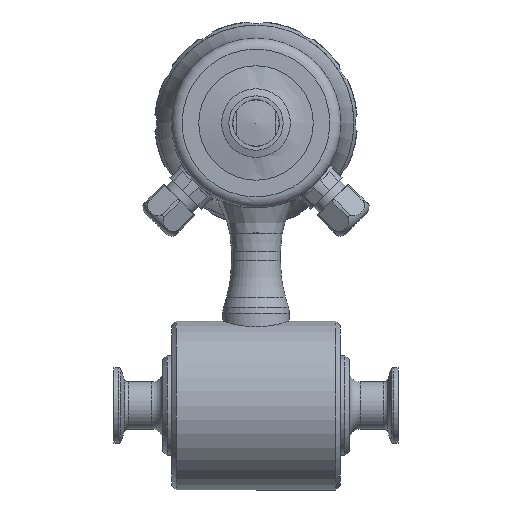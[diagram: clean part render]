
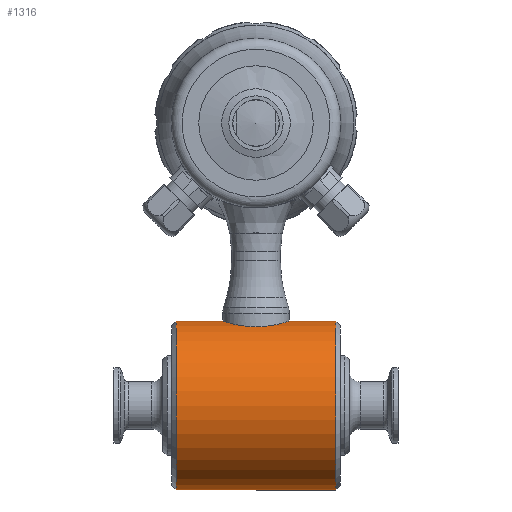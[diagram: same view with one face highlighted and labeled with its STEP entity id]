
A CAD part, left-side view. The second image highlights one B-rep face of the part: STEP entity #1316.
In plain terms, the highlighted cylindrical face has radius 38.05 mm (diameter 76.1 mm), a full revolution.
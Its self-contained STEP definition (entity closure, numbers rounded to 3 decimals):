
#1316 = ADVANCED_FACE( 'NONE', ( #2852, #2853, #2854, #2855 ), #2856, .T. );
#2852 = FACE_BOUND( '', #5152, .T. );
#2853 = FACE_BOUND( '', #5153, .T. );
#2854 = FACE_OUTER_BOUND( '', #5154, .T. );
#2855 = FACE_OUTER_BOUND( '', #5155, .T. );
#2856 = CYLINDRICAL_SURFACE( '', #5156, 38.05 );
#5152 = EDGE_LOOP( '', ( #9352, #9353, #9354, #9355, #9356, #9357 ) );
#5153 = EDGE_LOOP( '', ( #9358, #9359 ) );
#5154 = EDGE_LOOP( '', ( #9360 ) );
#5155 = EDGE_LOOP( '', ( #9361 ) );
#5156 = AXIS2_PLACEMENT_3D( '', #9362, #9363, #9364 );
#9352 = ORIENTED_EDGE( '', *, *, #11419, .F. );
#9353 = ORIENTED_EDGE( '', *, *, #11357, .F. );
#9354 = ORIENTED_EDGE( '', *, *, #12050, .F. );
#9355 = ORIENTED_EDGE( '', *, *, #11544, .F. );
#9356 = ORIENTED_EDGE( '', *, *, #11083, .F. );
#9357 = ORIENTED_EDGE( '', *, *, #12049, .F. );
#9358 = ORIENTED_EDGE( '', *, *, #12092, .F. );
#9359 = ORIENTED_EDGE( '', *, *, #12093, .T. );
#9360 = ORIENTED_EDGE( '', *, *, #11609, .T. );
#9361 = ORIENTED_EDGE( '', *, *, #10702, .T. );
#9362 = CARTESIAN_POINT( '', ( 0., 36., 0. ) );
#9363 = DIRECTION( '', ( 0., 1., 0. ) );
#9364 = DIRECTION( '', ( 1., 0., 0. ) );
#10702 = EDGE_CURVE( 'NONE', #12608, #12608, #12609, .T. );
#11083 = EDGE_CURVE( '', #13259, #13261, #13262, .T. );
#11357 = EDGE_CURVE( '', #13696, #13698, #13699, .T. );
#11419 = EDGE_CURVE( '', #13698, #13794, #13795, .F. );
#11544 = EDGE_CURVE( '', #13261, #13980, #13981, .F. );
#11609 = EDGE_CURVE( 'NONE', #14068, #14068, #14069, .T. );
#12049 = EDGE_CURVE( '', #13794, #13259, #14657, .T. );
#12050 = EDGE_CURVE( '', #13980, #13696, #14658, .T. );
#12092 = EDGE_CURVE( '', #14706, #14707, #14708, .F. );
#12093 = EDGE_CURVE( '', #14706, #14707, #14709, .T. );
#12608 = VERTEX_POINT( '', #16257 );
#12609 = CIRCLE( '', #16258, 38.05 );
#13259 = VERTEX_POINT( '', #17621 );
#13261 = VERTEX_POINT( '', #17626 );
#13262 = LINE( '', #17627, #17628 );
#13696 = VERTEX_POINT( '', #18657 );
#13698 = VERTEX_POINT( '', #18664 );
#13699 = LINE( '', #18665, #18666 );
#13794 = VERTEX_POINT( '', #18906 );
#13795 = LINE( '', #18907, #18908 );
#13980 = VERTEX_POINT( '', #19444 );
#13981 = LINE( '', #19445, #19446 );
#14068 = VERTEX_POINT( '', #19633 );
#14069 = CIRCLE( '', #19634, 38.05 );
#14657 = B_SPLINE_CURVE_WITH_KNOTS( '', 3, ( #21057, #21058, #21059, #21060, #21061, #21062, #21063, #21064, #21065, #21066, #21067, #21068, #21069, #21070 ), .UNSPECIFIED., .F., .F., ( 4, 2, 2, 2, 2, 2, 4 ), ( 0.042, 0.044, 0.046, 0.047, 0.049, 0.05, 0.053 ), .UNSPECIFIED. );
#14658 = B_SPLINE_CURVE_WITH_KNOTS( '', 3, ( #21071, #21072, #21073, #21074, #21075, #21076, #21077, #21078, #21079, #21080, #21081, #21082, #21083, #21084, #21085, #21086 ), .UNSPECIFIED., .F., .F., ( 4, 2, 2, 2, 2, 2, 2, 4 ), ( 0.089, 0.09, 0.092, 0.093, 0.095, 0.098, 0.099, 0.101 ), .UNSPECIFIED. );
#14706 = VERTEX_POINT( '', #21287 );
#14707 = VERTEX_POINT( '', #21288 );
#14708 = B_SPLINE_CURVE_WITH_KNOTS( '', 3, ( #21289, #21290, #21291, #21292, #21293, #21294, #21295, #21296, #21297, #21298, #21299, #21300, #21301, #21302, #21303, #21304 ), .UNSPECIFIED., .F., .F., ( 4, 3, 3, 3, 3, 4 ), ( 0., 0., 0., 0., 0., 0. ), .UNSPECIFIED. );
#14709 = B_SPLINE_CURVE_WITH_KNOTS( '', 3, ( #21305, #21306, #21307, #21308 ), .UNSPECIFIED., .F., .F., ( 4, 4 ), ( 0.375, 0.48 ), .UNSPECIFIED. );
#16257 = CARTESIAN_POINT( '', ( -38.05, -36., 0. ) );
#16258 = AXIS2_PLACEMENT_3D( '', #22047, #22048, #22049 );
#17621 = CARTESIAN_POINT( '', ( -5.696, 13.876, 37.621 ) );
#17626 = CARTESIAN_POINT( '', ( -5.696, 7.603, 37.621 ) );
#17627 = CARTESIAN_POINT( '', ( -5.696, 0.036, 37.621 ) );
#17628 = VECTOR( '', #22442, 1000. );
#18657 = CARTESIAN_POINT( '', ( 5.696, -13.876, 37.621 ) );
#18664 = CARTESIAN_POINT( '', ( 5.696, 7.603, 37.621 ) );
#18665 = CARTESIAN_POINT( '', ( 5.696, -15., 37.621 ) );
#18666 = VECTOR( '', #22794, 1000. );
#18906 = CARTESIAN_POINT( '', ( 5.696, 13.876, 37.621 ) );
#18907 = CARTESIAN_POINT( '', ( 5.696, 0.036, 37.621 ) );
#18908 = VECTOR( '', #22882, 1000. );
#19444 = CARTESIAN_POINT( '', ( -5.696, -13.876, 37.621 ) );
#19445 = CARTESIAN_POINT( '', ( -5.696, -15., 37.621 ) );
#19446 = VECTOR( '', #22979, 1000. );
#19633 = CARTESIAN_POINT( '', ( 38.05, 36., 0. ) );
#19634 = AXIS2_PLACEMENT_3D( '', #23031, #23032, #23033 );
#21057 = CARTESIAN_POINT( '', ( 5.696, 13.876, 37.621 ) );
#21058 = CARTESIAN_POINT( '', ( 4.806, 14.242, 37.756 ) );
#21059 = CARTESIAN_POINT( '', ( 3.88, 14.523, 37.864 ) );
#21060 = CARTESIAN_POINT( '', ( 2.434, 14.809, 37.975 ) );
#21061 = CARTESIAN_POINT( '', ( 1.947, 14.881, 38.003 ) );
#21062 = CARTESIAN_POINT( '', ( 0.976, 14.976, 38.041 ) );
#21063 = CARTESIAN_POINT( '', ( 0.49, 15., 38.05 ) );
#21064 = CARTESIAN_POINT( '', ( -0.482, 15., 38.05 ) );
#21065 = CARTESIAN_POINT( '', ( -0.969, 14.977, 38.041 ) );
#21066 = CARTESIAN_POINT( '', ( -1.944, 14.882, 38.003 ) );
#21067 = CARTESIAN_POINT( '', ( -2.434, 14.809, 37.975 ) );
#21068 = CARTESIAN_POINT( '', ( -3.873, 14.524, 37.865 ) );
#21069 = CARTESIAN_POINT( '', ( -4.8, 14.244, 37.757 ) );
#21070 = CARTESIAN_POINT( '', ( -5.696, 13.876, 37.621 ) );
#21071 = CARTESIAN_POINT( '', ( -5.696, -13.876, 37.621 ) );
#21072 = CARTESIAN_POINT( '', ( -5.246, -14.061, 37.689 ) );
#21073 = CARTESIAN_POINT( '', ( -4.786, -14.224, 37.751 ) );
#21074 = CARTESIAN_POINT( '', ( -3.858, -14.503, 37.857 ) );
#21075 = CARTESIAN_POINT( '', ( -3.388, -14.62, 37.902 ) );
#21076 = CARTESIAN_POINT( '', ( -2.437, -14.809, 37.975 ) );
#21077 = CARTESIAN_POINT( '', ( -1.956, -14.88, 38.003 ) );
#21078 = CARTESIAN_POINT( '', ( -0.981, -14.976, 38.04 ) );
#21079 = CARTESIAN_POINT( '', ( -0.487, -15., 38.05 ) );
#21080 = CARTESIAN_POINT( '', ( 0.991, -15., 38.05 ) );
#21081 = CARTESIAN_POINT( '', ( 1.958, -14.903, 38.012 ) );
#21082 = CARTESIAN_POINT( '', ( 3.384, -14.621, 37.902 ) );
#21083 = CARTESIAN_POINT( '', ( 3.855, -14.504, 37.857 ) );
#21084 = CARTESIAN_POINT( '', ( 4.788, -14.224, 37.751 ) );
#21085 = CARTESIAN_POINT( '', ( 5.249, -14.06, 37.689 ) );
#21086 = CARTESIAN_POINT( '', ( 5.696, -13.876, 37.621 ) );
#21287 = CARTESIAN_POINT( '', ( 36.002, -34.191, -12.316 ) );
#21288 = CARTESIAN_POINT( '', ( 36.106, -34.577, -12.007 ) );
#21289 = CARTESIAN_POINT( '', ( 36.106, -34.577, -12.007 ) );
#21290 = CARTESIAN_POINT( '', ( 36.093, -34.533, -12.046 ) );
#21291 = CARTESIAN_POINT( '', ( 36.079, -34.491, -12.086 ) );
#21292 = CARTESIAN_POINT( '', ( 36.067, -34.446, -12.124 ) );
#21293 = CARTESIAN_POINT( '', ( 36.065, -34.438, -12.13 ) );
#21294 = CARTESIAN_POINT( '', ( 36.063, -34.431, -12.136 ) );
#21295 = CARTESIAN_POINT( '', ( 36.061, -34.423, -12.142 ) );
#21296 = CARTESIAN_POINT( '', ( 36.052, -34.393, -12.167 ) );
#21297 = CARTESIAN_POINT( '', ( 36.044, -34.362, -12.191 ) );
#21298 = CARTESIAN_POINT( '', ( 36.036, -34.331, -12.215 ) );
#21299 = CARTESIAN_POINT( '', ( 36.028, -34.299, -12.239 ) );
#21300 = CARTESIAN_POINT( '', ( 36.02, -34.268, -12.262 ) );
#21301 = CARTESIAN_POINT( '', ( 36.012, -34.235, -12.285 ) );
#21302 = CARTESIAN_POINT( '', ( 36.009, -34.221, -12.295 ) );
#21303 = CARTESIAN_POINT( '', ( 36.005, -34.206, -12.306 ) );
#21304 = CARTESIAN_POINT( '', ( 36.002, -34.191, -12.316 ) );
#21305 = CARTESIAN_POINT( '', ( 36.002, -34.191, -12.316 ) );
#21306 = CARTESIAN_POINT( '', ( 36.033, -34.328, -12.223 ) );
#21307 = CARTESIAN_POINT( '', ( 36.068, -34.458, -12.12 ) );
#21308 = CARTESIAN_POINT( '', ( 36.106, -34.577, -12.007 ) );
#22047 = CARTESIAN_POINT( '', ( 0., -36., 0. ) );
#22048 = DIRECTION( '', ( 0., 1., 0. ) );
#22049 = DIRECTION( '', ( -1., 0., 0. ) );
#22442 = DIRECTION( '', ( 0., -1., 0. ) );
#22794 = DIRECTION( '', ( 0., 1., 0. ) );
#22882 = DIRECTION( '', ( 0., -1., 0. ) );
#22979 = DIRECTION( '', ( 0., 1., 0. ) );
#23031 = CARTESIAN_POINT( '', ( 0., 36., 0. ) );
#23032 = DIRECTION( '', ( 0., -1., 0. ) );
#23033 = DIRECTION( '', ( 1., 0., 0. ) );
